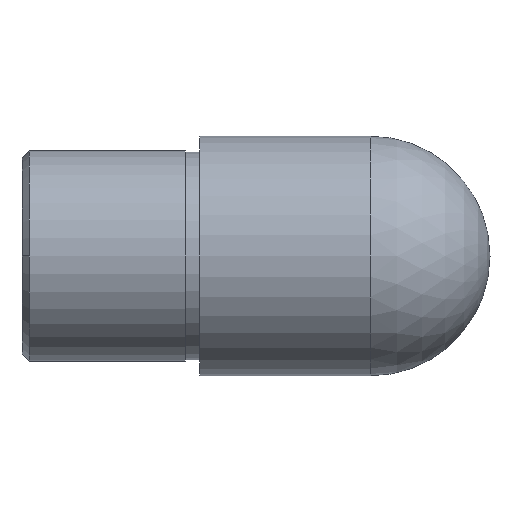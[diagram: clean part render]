
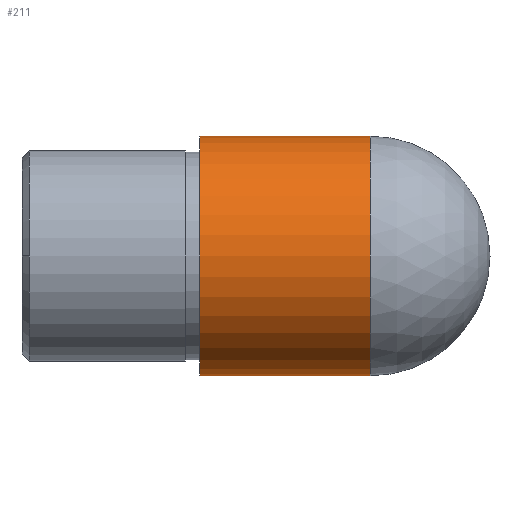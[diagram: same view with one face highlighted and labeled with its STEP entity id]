
A CAD part, left-side view. The second image highlights one B-rep face of the part: STEP entity #211.
In plain terms, the highlighted cylindrical face has radius 16.85 mm (diameter 33.7 mm), a partial arc.
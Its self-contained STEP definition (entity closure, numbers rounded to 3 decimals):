
#6 = CIRCLE ( 'NONE', #287, 16.85 ) ;
#14 = VERTEX_POINT ( 'NONE', #225 ) ;
#33 = DIRECTION ( 'NONE',  ( 0., 1., 0. ) ) ;
#36 = CARTESIAN_POINT ( 'NONE',  ( 0., 0., 16.85 ) ) ;
#129 = ORIENTED_EDGE ( 'NONE', *, *, #219, .T. ) ;
#133 = EDGE_CURVE ( 'NONE', #879, #783, #556, .T. ) ;
#189 = CARTESIAN_POINT ( 'NONE',  ( 0., 0., 16.85 ) ) ;
#200 = CIRCLE ( 'NONE', #742, 16.85 ) ;
#211 = ADVANCED_FACE ( 'NONE', ( #442 ), #1062, .T. ) ;
#219 = EDGE_CURVE ( 'NONE', #14, #1036, #674, .T. ) ;
#225 = CARTESIAN_POINT ( 'NONE',  ( 0., 24., -16.85 ) ) ;
#250 = DIRECTION ( 'NONE',  ( 0., -1., 0. ) ) ;
#269 = CARTESIAN_POINT ( 'NONE',  ( 0., 0., -16.85 ) ) ;
#287 = AXIS2_PLACEMENT_3D ( 'NONE', #354, #33, #747 ) ;
#336 = DIRECTION ( 'NONE',  ( 0., 1., 0. ) ) ;
#354 = CARTESIAN_POINT ( 'NONE',  ( 0., 24., 0. ) ) ;
#442 = FACE_OUTER_BOUND ( 'NONE', #1262, .T. ) ;
#463 = CARTESIAN_POINT ( 'NONE',  ( 0., 24., 16.85 ) ) ;
#466 = DIRECTION ( 'NONE',  ( 0., 0., 1. ) ) ;
#556 = LINE ( 'NONE', #36, #1123 ) ;
#642 = ORIENTED_EDGE ( 'NONE', *, *, #947, .T. ) ;
#646 = DIRECTION ( 'NONE',  ( 0., 0., 1. ) ) ;
#674 = LINE ( 'NONE', #269, #751 ) ;
#742 = AXIS2_PLACEMENT_3D ( 'NONE', #1265, #336, #646 ) ;
#747 = DIRECTION ( 'NONE',  ( 0., 0., 1. ) ) ;
#751 = VECTOR ( 'NONE', #1092, 1000. ) ;
#783 = VERTEX_POINT ( 'NONE', #189 ) ;
#834 = ORIENTED_EDGE ( 'NONE', *, *, #1182, .F. ) ;
#874 = ORIENTED_EDGE ( 'NONE', *, *, #133, .F. ) ;
#877 = CARTESIAN_POINT ( 'NONE',  ( 0., 0., 0. ) ) ;
#879 = VERTEX_POINT ( 'NONE', #463 ) ;
#886 = DIRECTION ( 'NONE',  ( 0., -1., 0. ) ) ;
#947 = EDGE_CURVE ( 'NONE', #1036, #783, #200, .T. ) ;
#948 = AXIS2_PLACEMENT_3D ( 'NONE', #877, #886, #466 ) ;
#1036 = VERTEX_POINT ( 'NONE', #1090 ) ;
#1062 = CYLINDRICAL_SURFACE ( 'NONE', #948, 16.85 ) ;
#1090 = CARTESIAN_POINT ( 'NONE',  ( 0., 0., -16.85 ) ) ;
#1092 = DIRECTION ( 'NONE',  ( 0., -1., 0. ) ) ;
#1123 = VECTOR ( 'NONE', #250, 1000. ) ;
#1182 = EDGE_CURVE ( 'NONE', #14, #879, #6, .T. ) ;
#1262 = EDGE_LOOP ( 'NONE', ( #834, #129, #642, #874 ) ) ;
#1265 = CARTESIAN_POINT ( 'NONE',  ( 0., 0., 0. ) ) ;
